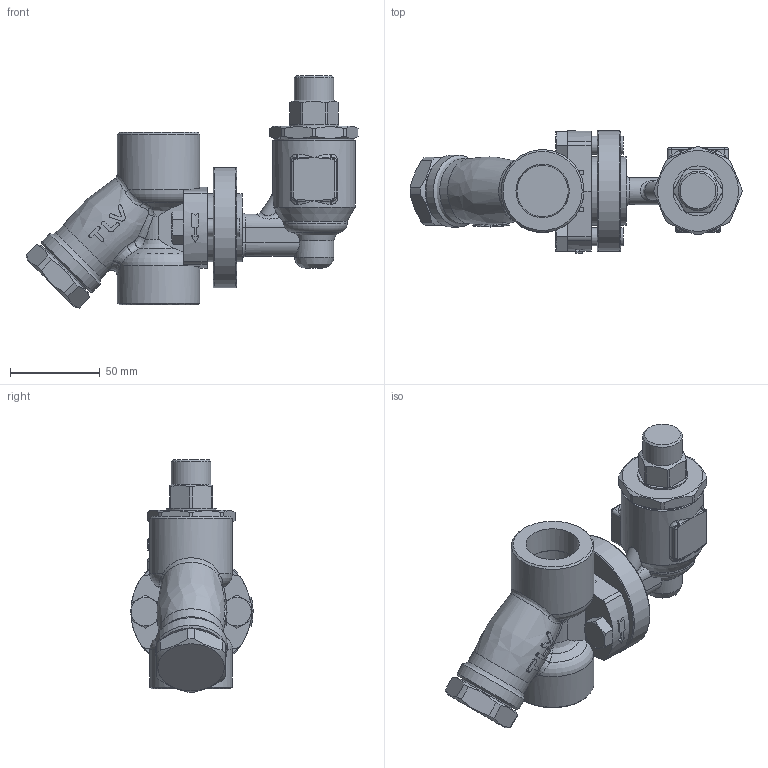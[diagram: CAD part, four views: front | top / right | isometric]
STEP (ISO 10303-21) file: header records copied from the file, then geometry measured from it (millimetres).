
FILE_DESCRIPTION((''),'2;1');
FILE_NAME('fx100-025-screw-00.stp','2010-07-21T13:38:06',('nakaot'),(''),'Autodesk Inventor 2008','Autodesk Inventor 2008','');
FILE_SCHEMA(('AUTOMOTIVE_DESIGN { 1 0 10303 214 1 1 1 1 }'));
Length unit declared in the file: millimetre
Products named in the file (1): fx100-025-screw-00
Bounding box: 184.79 x 68 x 129.29 mm (x, y, z)
Volume: 377403.1 mm3; surface area: 60045.7 mm2
Topology: 1 solids, 1 shells, 338 faces, 847 edges, 529 vertices
Faces by surface type: bspline 114, plane 107, cylinder 83, cone 20, torus 14
Full cylindrical faces by diameter (mm): 10 x2, 10.5 x1, 22 x2, 27.8 x1, 32 x1, 36 x1, 38 x2, 40 x1, 44 x1, 46 x3, 67 x1
Entity records: 20666 total; most frequent: CARTESIAN_POINT 13611, ORIENTED_EDGE 1580, DIRECTION 1231, EDGE_CURVE 790, VERTEX_POINT 516, AXIS2_PLACEMENT_3D 497, EDGE_LOOP 404, FACE_OUTER_BOUND 338
